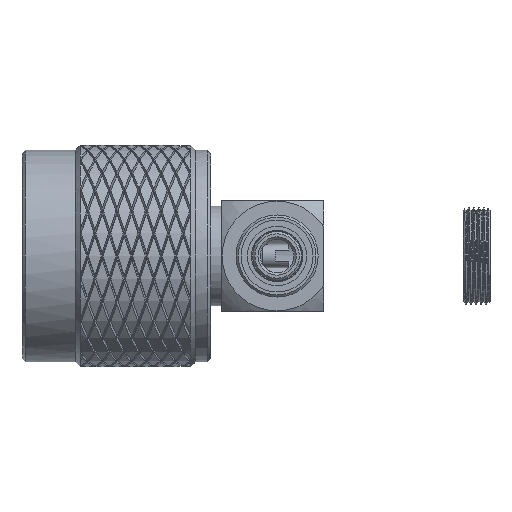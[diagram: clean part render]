
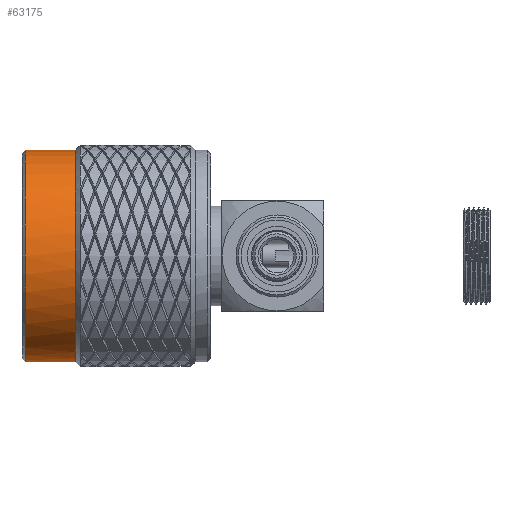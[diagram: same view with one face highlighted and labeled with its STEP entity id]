
A CAD part, left-side view. The second image highlights one B-rep face of the part: STEP entity #63175.
In plain terms, the highlighted cylindrical face has radius 9.55 mm (diameter 19.1 mm), a full revolution.
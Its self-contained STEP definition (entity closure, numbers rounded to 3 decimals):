
#32036=ORIENTED_EDGE('',*,*,#42144,.T.);
#32037=ORIENTED_EDGE('',*,*,#42038,.F.);
#42038=EDGE_CURVE('',#47309,#47309,#47944,.T.);
#42144=EDGE_CURVE('',#47370,#47370,#47945,.T.);
#47309=VERTEX_POINT('',#270063);
#47370=VERTEX_POINT('',#271881);
#47944=CIRCLE('',#97919,9.55);
#47945=CIRCLE('',#97936,9.55);
#52607=EDGE_LOOP('',(#32036));
#52608=EDGE_LOOP('',(#32037));
#57421=FACE_BOUND('',#52607,.T.);
#57422=FACE_BOUND('',#52608,.T.);
#58588=CYLINDRICAL_SURFACE('',#97935,9.55);
#63175=ADVANCED_FACE('',(#57421,#57422),#58588,.T.);
#97919=AXIS2_PLACEMENT_3D('',#270062,#101570,#101571);
#97935=AXIS2_PLACEMENT_3D('',#271879,#101602,#101603);
#97936=AXIS2_PLACEMENT_3D('',#271880,#101604,#101605);
#101570=DIRECTION('',(0.,-1.,0.));
#101571=DIRECTION('',(0.,0.,1.));
#101602=DIRECTION('',(0.,1.,0.));
#101603=DIRECTION('',(-1.,0.,0.));
#101604=DIRECTION('',(0.,-1.,0.));
#101605=DIRECTION('',(1.,0.,0.));
#270062=CARTESIAN_POINT('',(0.,22.4,0.));
#270063=CARTESIAN_POINT('',(0.,22.4,9.55));
#271879=CARTESIAN_POINT('',(0.,22.4,0.));
#271880=CARTESIAN_POINT('',(0.,26.9,0.));
#271881=CARTESIAN_POINT('',(9.55,26.9,0.));
